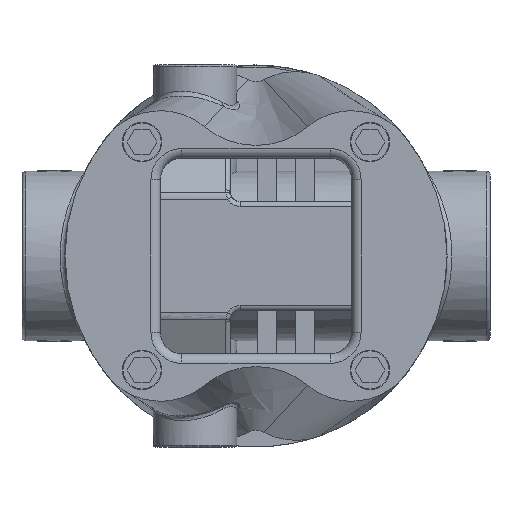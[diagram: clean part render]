
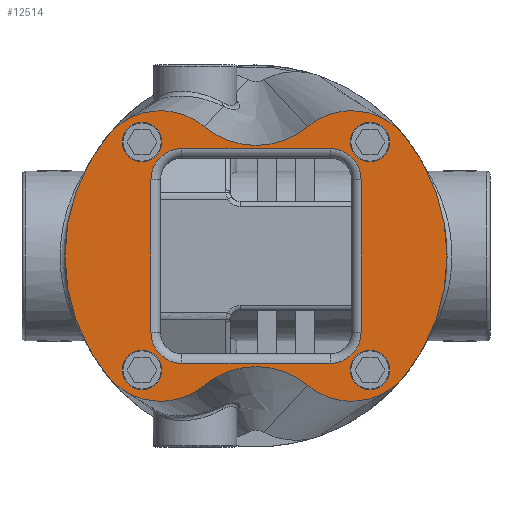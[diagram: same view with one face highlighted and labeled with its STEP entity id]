
A CAD part, front view. The second image highlights one B-rep face of the part: STEP entity #12514.
In plain terms, the highlighted planar face has unit normal (0, -1, 0).
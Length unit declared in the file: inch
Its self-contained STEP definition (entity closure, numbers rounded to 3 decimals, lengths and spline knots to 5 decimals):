
#6234=CARTESIAN_POINT('',(-0.9855,0.0,-1.193));
#6235=VERTEX_POINT('',#6234);
#6236=CARTESIAN_POINT('',(-1.193,0.0,-1.193));
#6237=DIRECTION('',(0.0,1.0,0.0));
#6238=DIRECTION('',(1.0,0.0,0.0));
#6239=AXIS2_PLACEMENT_3D('',#6236,#6237,#6238);
#6240=CIRCLE('',#6239,0.2075);
#6241=EDGE_CURVE('',#6235,#6235,#6240,.T.);
#6295=CARTESIAN_POINT('',(1.4005,0.0,-1.193));
#6296=VERTEX_POINT('',#6295);
#6297=CARTESIAN_POINT('',(1.193,0.0,-1.193));
#6298=DIRECTION('',(0.0,1.0,0.0));
#6299=DIRECTION('',(1.0,0.0,0.0));
#6300=AXIS2_PLACEMENT_3D('',#6297,#6298,#6299);
#6301=CIRCLE('',#6300,0.2075);
#6302=EDGE_CURVE('',#6296,#6296,#6301,.T.);
#6356=CARTESIAN_POINT('',(1.4005,0.0,1.193));
#6357=VERTEX_POINT('',#6356);
#6358=CARTESIAN_POINT('',(1.193,0.0,1.193));
#6359=DIRECTION('',(0.0,1.0,0.0));
#6360=DIRECTION('',(1.0,0.0,0.0));
#6361=AXIS2_PLACEMENT_3D('',#6358,#6359,#6360);
#6362=CIRCLE('',#6361,0.2075);
#6363=EDGE_CURVE('',#6357,#6357,#6362,.T.);
#6425=CARTESIAN_POINT('',(-0.9855,0.0,1.193));
#6426=VERTEX_POINT('',#6425);
#6427=CARTESIAN_POINT('',(-1.193,0.0,1.193));
#6428=DIRECTION('',(0.0,1.0,0.0));
#6429=DIRECTION('',(1.0,0.0,0.0));
#6430=AXIS2_PLACEMENT_3D('',#6427,#6428,#6429);
#6431=CIRCLE('',#6430,0.2075);
#6432=EDGE_CURVE('',#6426,#6426,#6431,.T.);
#9329=CARTESIAN_POINT('',(1.55871,0.0,1.25316));
#9330=VERTEX_POINT('',#9329);
#9331=CARTESIAN_POINT('',(1.55871,0.0,-1.25316));
#9332=VERTEX_POINT('',#9331);
#9333=CARTESIAN_POINT('',(0.0,0.0,0.0));
#9334=DIRECTION('',(0.0,1.0,0.0));
#9335=DIRECTION('',(0.779,0.0,0.627));
#9336=AXIS2_PLACEMENT_3D('',#9333,#9334,#9335);
#9337=CIRCLE('',#9336,2.);
#9338=EDGE_CURVE('',#9330,#9332,#9337,.T.);
#9855=CARTESIAN_POINT('',(-1.55871,0.0,-1.25316));
#9856=VERTEX_POINT('',#9855);
#9863=CARTESIAN_POINT('',(-1.55871,0.0,1.25316));
#9864=VERTEX_POINT('',#9863);
#9865=CARTESIAN_POINT('',(0.0,0.0,0.0));
#9866=DIRECTION('',(0.0,1.0,0.0));
#9867=DIRECTION('',(-0.779,0.0,-0.627));
#9868=AXIS2_PLACEMENT_3D('',#9865,#9866,#9867);
#9869=CIRCLE('',#9868,2.0);
#9870=EDGE_CURVE('',#9856,#9864,#9869,.T.);
#10531=CARTESIAN_POINT('',(-0.54004,0.0,-1.354));
#10532=VERTEX_POINT('',#10531);
#10539=CARTESIAN_POINT('',(-0.99992,0.0,-0.8039));
#10540=DIRECTION('',(0.0,1.0,0.0));
#10541=DIRECTION('',(0.641,0.0,-0.767));
#10542=AXIS2_PLACEMENT_3D('',#10539,#10540,#10541);
#10543=CIRCLE('',#10542,0.717);
#10544=EDGE_CURVE('',#10532,#9856,#10543,.T.);
#11199=CARTESIAN_POINT('',(-0.54004,0.0,1.354));
#11200=VERTEX_POINT('',#11199);
#11207=CARTESIAN_POINT('',(0.54004,0.0,1.354));
#11208=VERTEX_POINT('',#11207);
#11209=CARTESIAN_POINT('',(0.,0.0,2.0));
#11210=DIRECTION('',(0.0,-1.0,0.0));
#11211=DIRECTION('',(-0.641,0.0,0.767));
#11212=AXIS2_PLACEMENT_3D('',#11209,#11210,#11211);
#11213=CIRCLE('',#11212,0.842);
#11214=EDGE_CURVE('',#11200,#11208,#11213,.T.);
#11452=CARTESIAN_POINT('',(-0.99992,0.0,0.8039));
#11453=DIRECTION('',(0.0,1.,0.0));
#11454=DIRECTION('',(-0.779,0.0,0.627));
#11455=AXIS2_PLACEMENT_3D('',#11452,#11453,#11454);
#11456=CIRCLE('',#11455,0.717);
#11457=EDGE_CURVE('',#9864,#11200,#11456,.T.);
#12194=CARTESIAN_POINT('',(1.1,0.0,0.8));
#12195=VERTEX_POINT('',#12194);
#12204=CARTESIAN_POINT('',(1.1,0.0,-0.8));
#12205=VERTEX_POINT('',#12204);
#12213=CARTESIAN_POINT('',(1.1,0.0,-0.8));
#12214=DIRECTION('',(0.0,0.0,1.0));
#12215=VECTOR('',#12214,1.6);
#12216=LINE('',#12213,#12215);
#12217=EDGE_CURVE('',#12205,#12195,#12216,.T.);
#12227=CARTESIAN_POINT('',(0.775,0.0,1.125));
#12228=VERTEX_POINT('',#12227);
#12244=CARTESIAN_POINT('',(0.775,0.0,0.8));
#12245=DIRECTION('',(0.0,-1.0,0.0));
#12246=DIRECTION('',(0.707,0.0,0.707));
#12247=AXIS2_PLACEMENT_3D('',#12244,#12245,#12246);
#12248=CIRCLE('',#12247,0.325);
#12249=EDGE_CURVE('',#12195,#12228,#12248,.T.);
#12259=CARTESIAN_POINT('',(0.775,0.0,-1.125));
#12260=VERTEX_POINT('',#12259);
#12268=CARTESIAN_POINT('',(0.775,0.0,-0.8));
#12269=DIRECTION('',(0.0,-1.,0.0));
#12270=DIRECTION('',(0.707,0.0,-0.707));
#12271=AXIS2_PLACEMENT_3D('',#12268,#12269,#12270);
#12272=CIRCLE('',#12271,0.325);
#12273=EDGE_CURVE('',#12260,#12205,#12272,.T.);
#12291=CARTESIAN_POINT('',(-0.775,0.0,1.125));
#12292=VERTEX_POINT('',#12291);
#12302=CARTESIAN_POINT('',(0.775,0.0,1.125));
#12303=DIRECTION('',(-1.0,0.0,0.0));
#12304=VECTOR('',#12303,1.55);
#12305=LINE('',#12302,#12304);
#12306=EDGE_CURVE('',#12228,#12292,#12305,.T.);
#12316=CARTESIAN_POINT('',(-0.775,0.0,-1.125));
#12317=VERTEX_POINT('',#12316);
#12325=CARTESIAN_POINT('',(-0.775,0.0,-1.125));
#12326=DIRECTION('',(1.0,0.0,0.0));
#12327=VECTOR('',#12326,1.55);
#12328=LINE('',#12325,#12327);
#12329=EDGE_CURVE('',#12317,#12260,#12328,.T.);
#12341=CARTESIAN_POINT('',(-1.1,0.0,0.8));
#12342=VERTEX_POINT('',#12341);
#12360=CARTESIAN_POINT('',(-0.775,0.0,0.8));
#12361=DIRECTION('',(0.0,-1.,0.0));
#12362=DIRECTION('',(-0.707,0.0,0.707));
#12363=AXIS2_PLACEMENT_3D('',#12360,#12361,#12362);
#12364=CIRCLE('',#12363,0.325);
#12365=EDGE_CURVE('',#12292,#12342,#12364,.T.);
#12377=CARTESIAN_POINT('',(-1.1,0.0,-0.8));
#12378=VERTEX_POINT('',#12377);
#12386=CARTESIAN_POINT('',(-0.775,0.0,-0.8));
#12387=DIRECTION('',(0.0,-1.0,0.0));
#12388=DIRECTION('',(-0.707,0.0,-0.707));
#12389=AXIS2_PLACEMENT_3D('',#12386,#12387,#12388);
#12390=CIRCLE('',#12389,0.325);
#12391=EDGE_CURVE('',#12378,#12317,#12390,.T.);
#12410=CARTESIAN_POINT('',(-1.1,0.0,0.8));
#12411=DIRECTION('',(0.0,0.0,-1.0));
#12412=VECTOR('',#12411,1.6);
#12413=LINE('',#12410,#12412);
#12414=EDGE_CURVE('',#12342,#12378,#12413,.T.);
#12457=CARTESIAN_POINT('',(0.,0.0,0.));
#12458=DIRECTION('',(0.0,1.0,0.0));
#12459=DIRECTION('',(0.0,0.0,1.0));
#12460=AXIS2_PLACEMENT_3D('',#12457,#12458,#12459);
#12461=PLANE('',#12460);
#12462=ORIENTED_EDGE('',*,*,#9338,.F.);
#12463=CARTESIAN_POINT('',(0.99992,0.0,0.8039));
#12464=DIRECTION('',(0.0,1.0,0.0));
#12465=DIRECTION('',(-0.641,0.0,0.767));
#12466=AXIS2_PLACEMENT_3D('',#12463,#12464,#12465);
#12467=CIRCLE('',#12466,0.717);
#12468=EDGE_CURVE('',#11208,#9330,#12467,.T.);
#12469=ORIENTED_EDGE('',*,*,#12468,.F.);
#12470=ORIENTED_EDGE('',*,*,#11214,.F.);
#12471=ORIENTED_EDGE('',*,*,#11457,.F.);
#12472=ORIENTED_EDGE('',*,*,#9870,.F.);
#12473=ORIENTED_EDGE('',*,*,#10544,.F.);
#12474=CARTESIAN_POINT('',(0.54004,0.0,-1.354));
#12475=VERTEX_POINT('',#12474);
#12476=CARTESIAN_POINT('',(0.,0.0,-2.0));
#12477=DIRECTION('',(0.0,-1.0,0.0));
#12478=DIRECTION('',(0.641,0.0,-0.767));
#12479=AXIS2_PLACEMENT_3D('',#12476,#12477,#12478);
#12480=CIRCLE('',#12479,0.842);
#12481=EDGE_CURVE('',#12475,#10532,#12480,.T.);
#12482=ORIENTED_EDGE('',*,*,#12481,.F.);
#12483=CARTESIAN_POINT('',(0.99992,0.0,-0.8039));
#12484=DIRECTION('',(0.0,1.,0.0));
#12485=DIRECTION('',(0.779,0.0,-0.627));
#12486=AXIS2_PLACEMENT_3D('',#12483,#12484,#12485);
#12487=CIRCLE('',#12486,0.717);
#12488=EDGE_CURVE('',#9332,#12475,#12487,.T.);
#12489=ORIENTED_EDGE('',*,*,#12488,.F.);
#12490=EDGE_LOOP('',(#12462,#12469,#12470,#12471,#12472,#12473,#12482,#12489));
#12491=FACE_OUTER_BOUND('',#12490,.T.);
#12492=ORIENTED_EDGE('',*,*,#6241,.T.);
#12493=EDGE_LOOP('',(#12492));
#12494=FACE_BOUND('',#12493,.T.);
#12495=ORIENTED_EDGE('',*,*,#6302,.T.);
#12496=EDGE_LOOP('',(#12495));
#12497=FACE_BOUND('',#12496,.T.);
#12498=ORIENTED_EDGE('',*,*,#6363,.T.);
#12499=EDGE_LOOP('',(#12498));
#12500=FACE_BOUND('',#12499,.T.);
#12501=ORIENTED_EDGE('',*,*,#6432,.T.);
#12502=EDGE_LOOP('',(#12501));
#12503=FACE_BOUND('',#12502,.T.);
#12504=ORIENTED_EDGE('',*,*,#12217,.F.);
#12505=ORIENTED_EDGE('',*,*,#12273,.F.);
#12506=ORIENTED_EDGE('',*,*,#12329,.F.);
#12507=ORIENTED_EDGE('',*,*,#12391,.F.);
#12508=ORIENTED_EDGE('',*,*,#12414,.F.);
#12509=ORIENTED_EDGE('',*,*,#12365,.F.);
#12510=ORIENTED_EDGE('',*,*,#12306,.F.);
#12511=ORIENTED_EDGE('',*,*,#12249,.F.);
#12512=EDGE_LOOP('',(#12504,#12505,#12506,#12507,#12508,#12509,#12510,#12511));
#12513=FACE_BOUND('',#12512,.T.);
#12514=ADVANCED_FACE('',(#12491,#12494,#12497,#12500,#12503,#12513),#12461,.F.);
